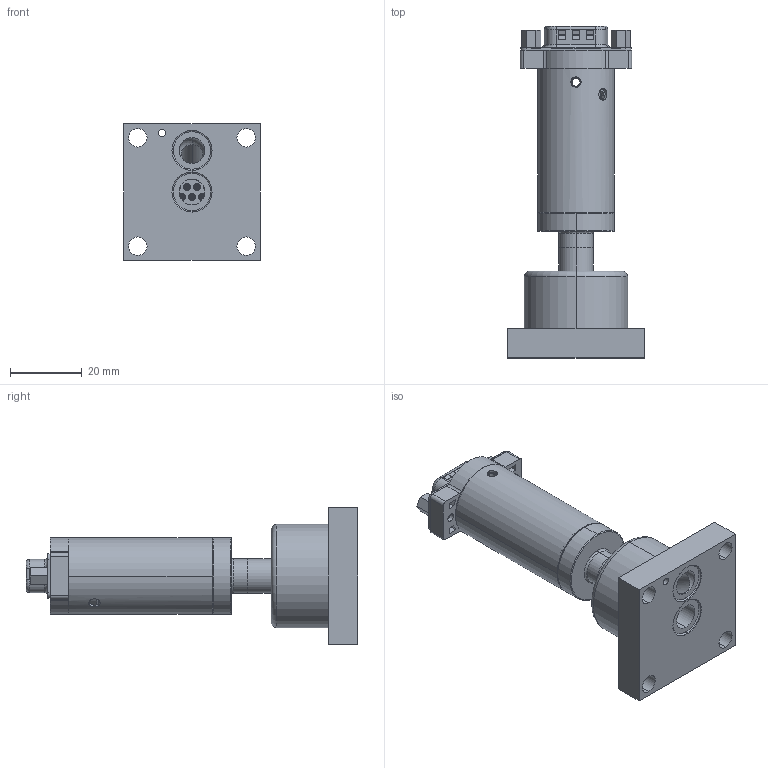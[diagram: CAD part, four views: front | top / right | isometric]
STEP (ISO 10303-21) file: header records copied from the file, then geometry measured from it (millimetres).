
FILE_DESCRIPTION (( 'STEP AP203' ), '1' );
FILE_NAME ('GFD-K-CH-L.STEP', '2020-04-16T15:55:22', ( '' ), ( '' ), 'SwSTEP 2.0', 'SolidWorks 2019', '' );
FILE_SCHEMA (( 'CONFIG_CONTROL_DESIGN' ));
Length unit declared in the file: inch
Products named in the file (2): GFD-K-CH-L
Bounding box: 37.85 x 92.3 x 37.85 mm (x, y, z)
Volume: 29200.7 mm3; surface area: 20463 mm2
Topology: 8 solids, 8 shells, 1402 faces, 3488 edges, 2136 vertices
Faces by surface type: plane 533, cylinder 472, bspline 196, cone 179, torus 13, sphere 9
Entity records: 49030 total; most frequent: CARTESIAN_POINT 16981, ORIENTED_EDGE 6948, DIRECTION 6365, EDGE_CURVE 3474, AXIS2_PLACEMENT_3D 2417, VERTEX_POINT 2134, LINE 1531, VECTOR 1531
